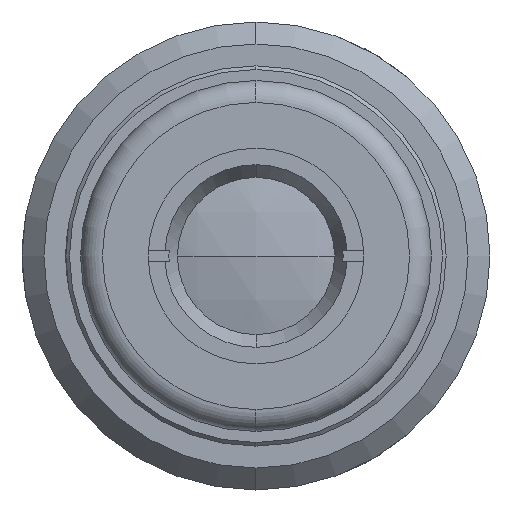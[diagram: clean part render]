
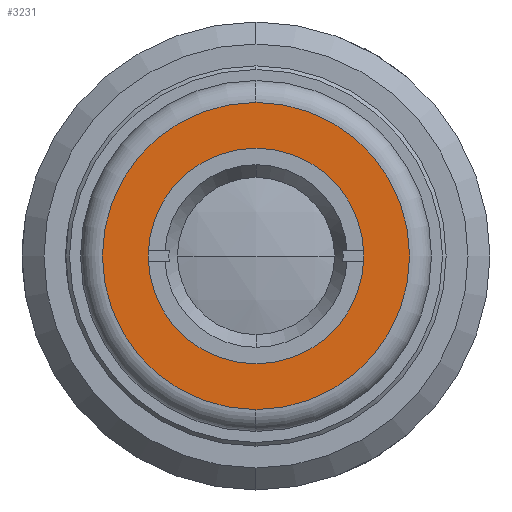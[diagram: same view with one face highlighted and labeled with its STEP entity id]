
A CAD part, left-side view. The second image highlights one B-rep face of the part: STEP entity #3231.
In plain terms, the highlighted planar face has unit normal (-1, 0, 0).
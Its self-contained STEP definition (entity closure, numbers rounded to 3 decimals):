
#100 = VERTEX_POINT ( 'NONE', #121 ) ;
#121 = CARTESIAN_POINT ( 'NONE',  ( -33.9, 0., 14.75 ) ) ;
#202 = CARTESIAN_POINT ( 'NONE',  ( -33.9, 0., 0. ) ) ;
#244 = DIRECTION ( 'NONE',  ( -1., 0., 0. ) ) ;
#337 = CARTESIAN_POINT ( 'NONE',  ( -33.9, 0., 21. ) ) ;
#364 = CIRCLE ( 'NONE', #1051, 14.75 ) ;
#594 = CARTESIAN_POINT ( 'NONE',  ( -33.9, 24., 0. ) ) ;
#722 = CARTESIAN_POINT ( 'NONE',  ( -33.9, 0., -21. ) ) ;
#746 = AXIS2_PLACEMENT_3D ( 'NONE', #594, #2994, #2976 ) ;
#816 = CARTESIAN_POINT ( 'NONE',  ( -33.9, 0., 0. ) ) ;
#977 = CARTESIAN_POINT ( 'NONE',  ( -33.9, 0., 0. ) ) ;
#1051 = AXIS2_PLACEMENT_3D ( 'NONE', #977, #3393, #3722 ) ;
#1068 = ORIENTED_EDGE ( 'NONE', *, *, #3442, .F. ) ;
#1216 = VERTEX_POINT ( 'NONE', #3327 ) ;
#1406 = DIRECTION ( 'NONE',  ( 0., 0., -1. ) ) ;
#1471 = DIRECTION ( 'NONE',  ( 0., 0., -1. ) ) ;
#1531 = PLANE ( 'NONE',  #746 ) ;
#1627 = AXIS2_PLACEMENT_3D ( 'NONE', #202, #244, #1406 ) ;
#1800 = EDGE_CURVE ( 'NONE', #1216, #100, #364, .T. ) ;
#1842 = EDGE_LOOP ( 'NONE', ( #1068, #2889 ) ) ;
#1861 = AXIS2_PLACEMENT_3D ( 'NONE', #3385, #2406, #1471 ) ;
#1867 = EDGE_CURVE ( 'NONE', #2266, #2473, #3786, .T. ) ;
#1930 = CIRCLE ( 'NONE', #1861, 21. ) ;
#1986 = EDGE_LOOP ( 'NONE', ( #3883, #3863 ) ) ;
#2204 = EDGE_CURVE ( 'NONE', #2473, #2266, #1930, .T. ) ;
#2266 = VERTEX_POINT ( 'NONE', #722 ) ;
#2329 = DIRECTION ( 'NONE',  ( -1., 0., 0. ) ) ;
#2374 = FACE_BOUND ( 'NONE', #1842, .T. ) ;
#2406 = DIRECTION ( 'NONE',  ( -1., 0., 0. ) ) ;
#2473 = VERTEX_POINT ( 'NONE', #337 ) ;
#2720 = FACE_OUTER_BOUND ( 'NONE', #1986, .T. ) ;
#2889 = ORIENTED_EDGE ( 'NONE', *, *, #1800, .F. ) ;
#2976 = DIRECTION ( 'NONE',  ( 0., 0., -1. ) ) ;
#2991 = CIRCLE ( 'NONE', #3317, 14.75 ) ;
#2994 = DIRECTION ( 'NONE',  ( 1., 0., 0. ) ) ;
#3171 = DIRECTION ( 'NONE',  ( 0., 0., 1. ) ) ;
#3231 = ADVANCED_FACE ( 'NONE', ( #2720, #2374 ), #1531, .F. ) ;
#3317 = AXIS2_PLACEMENT_3D ( 'NONE', #816, #2329, #3171 ) ;
#3327 = CARTESIAN_POINT ( 'NONE',  ( -33.9, 0., -14.75 ) ) ;
#3385 = CARTESIAN_POINT ( 'NONE',  ( -33.9, 0., 0. ) ) ;
#3393 = DIRECTION ( 'NONE',  ( -1., 0., 0. ) ) ;
#3442 = EDGE_CURVE ( 'NONE', #100, #1216, #2991, .T. ) ;
#3722 = DIRECTION ( 'NONE',  ( 0., 0., 1. ) ) ;
#3786 = CIRCLE ( 'NONE', #1627, 21. ) ;
#3863 = ORIENTED_EDGE ( 'NONE', *, *, #2204, .T. ) ;
#3883 = ORIENTED_EDGE ( 'NONE', *, *, #1867, .T. ) ;
